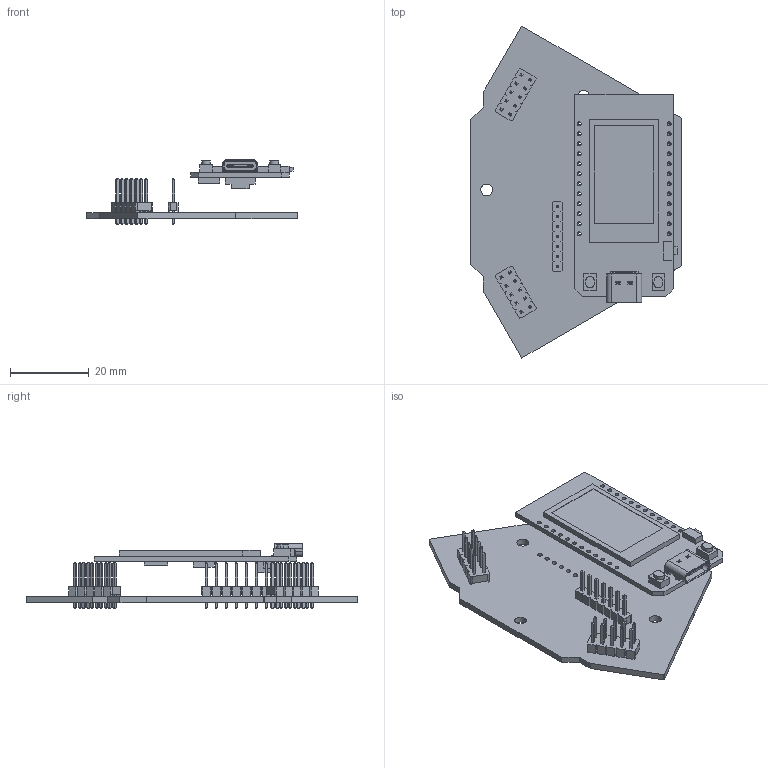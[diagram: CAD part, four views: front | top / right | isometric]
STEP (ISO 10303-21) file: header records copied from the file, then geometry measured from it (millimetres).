
FILE_DESCRIPTION(('Open CASCADE Model'),'2;1');
FILE_NAME('Open CASCADE Shape Model','2020-06-27T20:44:55',('Author'),( 'Open CASCADE'),'Open CASCADE STEP processor 6.8','Open CASCADE 6.8' ,'Unknown');
FILE_SCHEMA(('AUTOMOTIVE_DESIGN { 1 0 10303 214 1 1 1 1 }'));
Length unit declared in the file: millimetre
Products named in the file (16): PCB; Board; Open CASCADE STEP translator 6.8 1.1.1; U1; TTGO_T-Display; USB_Type_C_Port_(SMD_Type); Open CASCADE STEP translator 6.8 1.2.1.2; J2; 61300711121; 6130xx11121_PIN; J1; 61301021121; 6130xx21121_PIN; J3
Assembly tree (31 placements, depth 4):
  PCB
    Board
      Open CASCADE STEP translator 6.8 1.1.1
    U1
      TTGO_T-Display
        USB_Type_C_Port_(SMD_Type)
        Open CASCADE STEP translator 6.8 1.2.1.2
    J2
      61300711121
        6130xx11121_PIN  x7
        61300711121
    J1
      61301021121
        6130xx21121_PIN  x10
        61301021121
    J3
      61301021121
        6130xx21121_PIN  x10
        61301021121
Bounding box: 53.59 x 84.38 x 16.45 mm (x, y, z)
Volume: 8250.9 mm3; surface area: 12465.5 mm2
Topology: 56 solids, 56 shells, 1237 faces, 3092 edges, 1966 vertices
Faces by surface type: plane 1020, cylinder 189, torus 12, cone 8, sphere 6, bspline 2
Full cylindrical faces by diameter (mm): 1 x24, 1.016 x12, 1.1 x27, 1.143 x12, 3 x3
Entity records: 28471 total; most frequent: CARTESIAN_POINT 4403, ORIENTED_EDGE 4216, DIRECTION 4146, EDGE_CURVE 2108, LINE 1656, VECTOR 1656, VERTEX_POINT 1382, AXIS2_PLACEMENT_3D 1245
